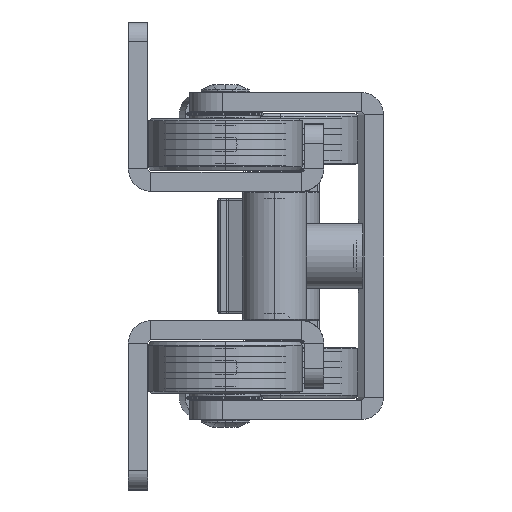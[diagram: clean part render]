
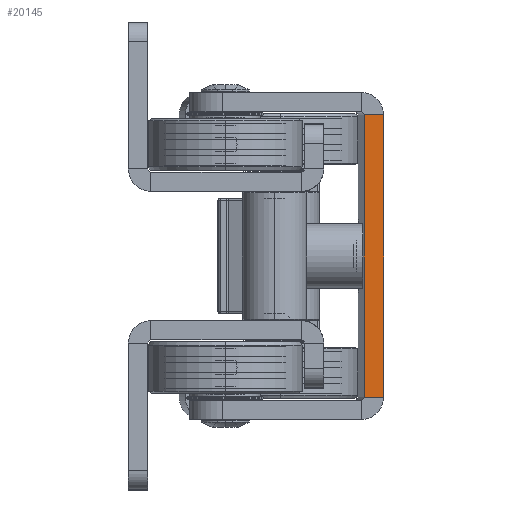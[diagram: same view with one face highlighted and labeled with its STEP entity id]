
A CAD part, left-side view. The second image highlights one B-rep face of the part: STEP entity #20145.
In plain terms, the highlighted face is planar.
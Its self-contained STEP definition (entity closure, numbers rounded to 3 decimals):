
#992 = CARTESIAN_POINT ( 'NONE',  ( 600., -3., 58. ) ) ;
#1124 = PLANE ( 'NONE',  #16162 ) ;
#2033 = ORIENTED_EDGE ( 'NONE', *, *, #19221, .F. ) ;
#2563 = DIRECTION ( 'NONE',  ( 0., 1., 0. ) ) ;
#2594 = CARTESIAN_POINT ( 'NONE',  ( 600., -3., 22. ) ) ;
#2723 = CARTESIAN_POINT ( 'NONE',  ( 600., 0., 22. ) ) ;
#3864 = EDGE_LOOP ( 'NONE', ( #15844, #2033, #16487, #21868 ) ) ;
#4550 = LINE ( 'NONE', #15839, #22023 ) ;
#7050 = CARTESIAN_POINT ( 'NONE',  ( 600., -3., -22. ) ) ;
#8366 = EDGE_CURVE ( 'NONE', #23893, #14468, #21693, .T. ) ;
#8797 = CARTESIAN_POINT ( 'NONE',  ( 600., -3., -22. ) ) ;
#9775 = CARTESIAN_POINT ( 'NONE',  ( 600., 0., -22. ) ) ;
#10077 = EDGE_CURVE ( 'NONE', #23893, #20266, #13857, .T. ) ;
#11420 = VERTEX_POINT ( 'NONE', #9775 ) ;
#12277 = DIRECTION ( 'NONE',  ( 0., 0., -1. ) ) ;
#12397 = CARTESIAN_POINT ( 'NONE',  ( 600., -3., 58. ) ) ;
#13857 = LINE ( 'NONE', #19819, #13905 ) ;
#13905 = VECTOR ( 'NONE', #2563, 1000. ) ;
#14468 = VERTEX_POINT ( 'NONE', #8797 ) ;
#14721 = LINE ( 'NONE', #7050, #15674 ) ;
#15674 = VECTOR ( 'NONE', #22034, 1000. ) ;
#15839 = CARTESIAN_POINT ( 'NONE',  ( 600., 0., 58. ) ) ;
#15844 = ORIENTED_EDGE ( 'NONE', *, *, #18786, .F. ) ;
#16162 = AXIS2_PLACEMENT_3D ( 'NONE', #12397, #19958, #12277 ) ;
#16487 = ORIENTED_EDGE ( 'NONE', *, *, #10077, .F. ) ;
#17408 = VECTOR ( 'NONE', #19465, 1000. ) ;
#18124 = FACE_OUTER_BOUND ( 'NONE', #3864, .T. ) ;
#18786 = EDGE_CURVE ( 'NONE', #11420, #14468, #14721, .T. ) ;
#19221 = EDGE_CURVE ( 'NONE', #20266, #11420, #4550, .T. ) ;
#19465 = DIRECTION ( 'NONE',  ( 0., 0., -1. ) ) ;
#19819 = CARTESIAN_POINT ( 'NONE',  ( 600., -3., 22. ) ) ;
#19958 = DIRECTION ( 'NONE',  ( 1., 0., 0. ) ) ;
#20145 = ADVANCED_FACE ( 'NONE', ( #18124 ), #1124, .T. ) ;
#20266 = VERTEX_POINT ( 'NONE', #2723 ) ;
#21289 = DIRECTION ( 'NONE',  ( 0., 0., -1. ) ) ;
#21693 = LINE ( 'NONE', #992, #17408 ) ;
#21868 = ORIENTED_EDGE ( 'NONE', *, *, #8366, .T. ) ;
#22023 = VECTOR ( 'NONE', #21289, 1000. ) ;
#22034 = DIRECTION ( 'NONE',  ( 0., -1., 0. ) ) ;
#23893 = VERTEX_POINT ( 'NONE', #2594 ) ;
